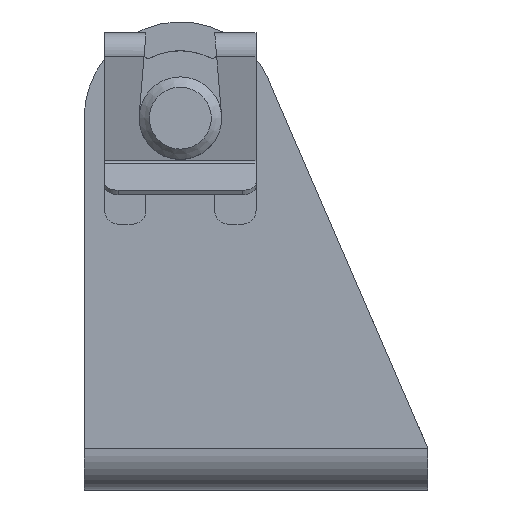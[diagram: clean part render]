
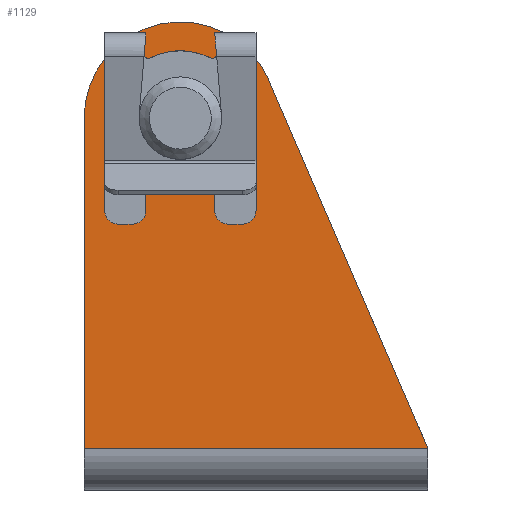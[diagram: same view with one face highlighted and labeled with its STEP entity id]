
A CAD part, top view. The second image highlights one B-rep face of the part: STEP entity #1129.
In plain terms, the highlighted planar face has unit normal (0, 0, 1).
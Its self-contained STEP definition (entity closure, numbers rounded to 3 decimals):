
#86=LINE('',#1751,#176);
#87=LINE('',#1753,#177);
#88=LINE('',#1755,#178);
#176=VECTOR('',#1382,1000.);
#177=VECTOR('',#1383,1000.);
#178=VECTOR('',#1384,1000.);
#266=ORIENTED_EDGE('',*,*,#586,.F.);
#267=ORIENTED_EDGE('',*,*,#587,.T.);
#268=ORIENTED_EDGE('',*,*,#588,.T.);
#269=ORIENTED_EDGE('',*,*,#589,.F.);
#270=ORIENTED_EDGE('',*,*,#590,.T.);
#586=EDGE_CURVE('',#746,#746,#858,.F.);
#587=EDGE_CURVE('',#747,#748,#859,.F.);
#588=EDGE_CURVE('',#748,#749,#86,.T.);
#589=EDGE_CURVE('',#750,#749,#87,.T.);
#590=EDGE_CURVE('',#750,#747,#88,.T.);
#746=VERTEX_POINT('',#1747);
#747=VERTEX_POINT('',#1749);
#748=VERTEX_POINT('',#1750);
#749=VERTEX_POINT('',#1752);
#750=VERTEX_POINT('',#1754);
#858=CIRCLE('',#1236,3.);
#859=CIRCLE('',#1237,7.);
#917=EDGE_LOOP('',(#266));
#918=EDGE_LOOP('',(#267,#268,#269,#270));
#1007=FACE_BOUND('',#917,.T.);
#1008=FACE_BOUND('',#918,.T.);
#1097=PLANE('',#1235);
#1129=ADVANCED_FACE('',(#1007,#1008),#1097,.F.);
#1235=AXIS2_PLACEMENT_3D('',#1745,#1376,#1377);
#1236=AXIS2_PLACEMENT_3D('',#1746,#1378,#1379);
#1237=AXIS2_PLACEMENT_3D('',#1748,#1380,#1381);
#1376=DIRECTION('',(0.,0.,-1.));
#1377=DIRECTION('',(-1.,0.,0.));
#1378=DIRECTION('',(0.,0.,-1.));
#1379=DIRECTION('',(-1.,0.,0.));
#1380=DIRECTION('',(0.,0.,-1.));
#1381=DIRECTION('',(-1.,0.,0.));
#1382=DIRECTION('',(0.,-1.,0.));
#1383=DIRECTION('',(-1.,0.,0.));
#1384=DIRECTION('',(-0.397,0.918,0.));
#1745=CARTESIAN_POINT('',(25.,34.,9.05));
#1746=CARTESIAN_POINT('',(7.,27.,9.05));
#1747=CARTESIAN_POINT('',(4.,27.,9.05));
#1748=CARTESIAN_POINT('',(7.,27.,9.05));
#1749=CARTESIAN_POINT('',(13.425,29.777,9.05));
#1750=CARTESIAN_POINT('',(0.,27.,9.05));
#1751=CARTESIAN_POINT('',(0.,34.,9.05));
#1752=CARTESIAN_POINT('',(0.,3.,9.05));
#1753=CARTESIAN_POINT('',(25.,3.,9.05));
#1754=CARTESIAN_POINT('',(25.,3.,9.05));
#1755=CARTESIAN_POINT('',(13.71,29.12,9.05));
